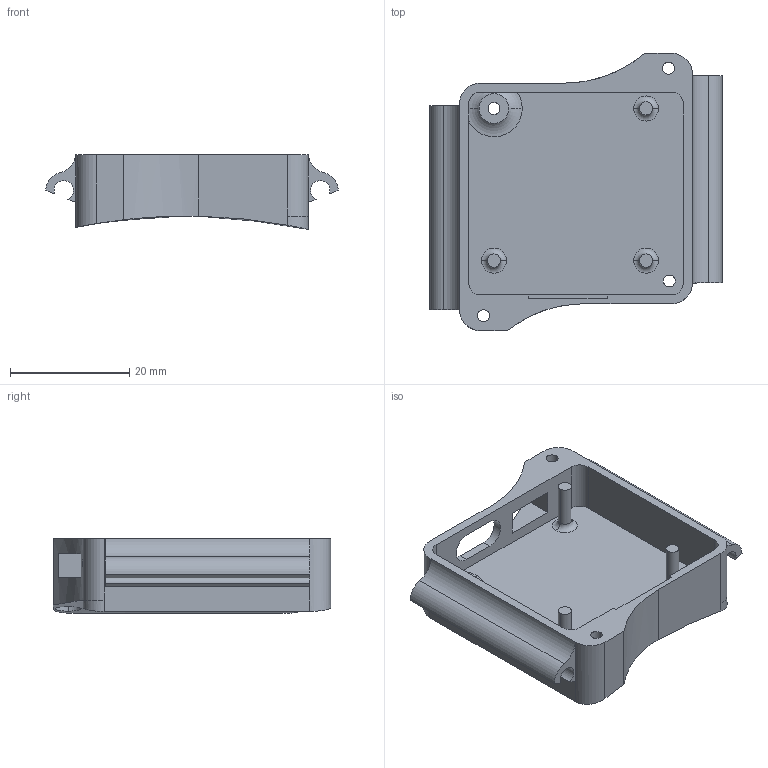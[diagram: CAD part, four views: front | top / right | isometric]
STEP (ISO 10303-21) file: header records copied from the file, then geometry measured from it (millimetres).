
FILE_DESCRIPTION (( 'STEP AP203' ), '1' );
FILE_NAME ('sparkfun_Watch_with_ble.STEP', '2023-03-11T07:31:07', ( '' ), ( '' ), 'SwSTEP 2.0', 'SolidWorks 2019', '' );
FILE_SCHEMA (( 'CONFIG_CONTROL_DESIGN' ));
Length unit declared in the file: millimetre
Products named in the file (1): sparkfun_Watch_with_ble
Bounding box: 49 x 46.5 x 12.54 mm (x, y, z)
Volume: 7123.8 mm3; surface area: 7326.4 mm2
Topology: 1 solids, 1 shells, 93 faces, 240 edges, 156 vertices
Faces by surface type: cylinder 44, plane 39, torus 8, bspline 2
Entity records: 3297 total; most frequent: CARTESIAN_POINT 890, DIRECTION 493, ORIENTED_EDGE 480, EDGE_CURVE 240, AXIS2_PLACEMENT_3D 186, VERTEX_POINT 156, VECTOR 121, LINE 121
